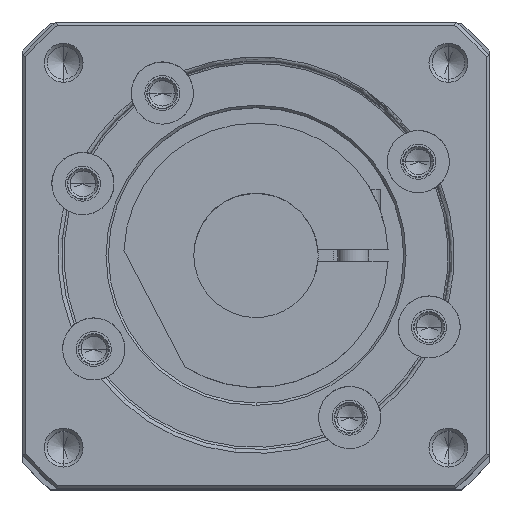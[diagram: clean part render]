
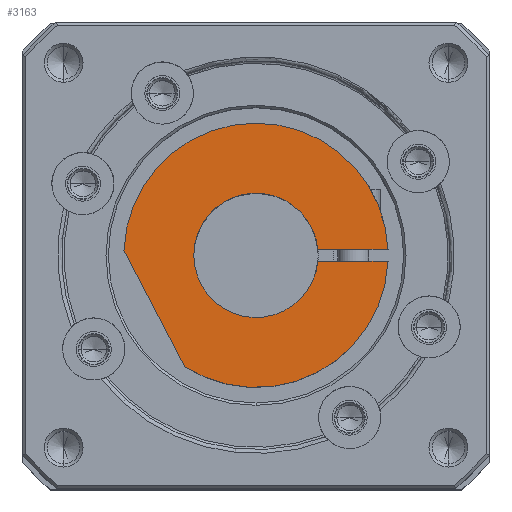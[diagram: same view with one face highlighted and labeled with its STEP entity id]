
A CAD part, top view. The second image highlights one B-rep face of the part: STEP entity #3163.
In plain terms, the highlighted face is planar.
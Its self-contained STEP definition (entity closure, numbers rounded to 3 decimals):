
#2496=DIRECTION('',(0.886,0.,-0.463));
#2497=VECTOR('',#2496,16.869);
#2498=CARTESIAN_POINT('',(-14.31,73.5,-9.178));
#2499=LINE('',#2498,#2497);
#2500=DIRECTION('',(0.,0.,-1.));
#2501=VECTOR('',#2500,9.019);
#2502=CARTESIAN_POINT('',(0.75,73.5,16.983));
#2503=LINE('',#2502,#2501);
#2504=CARTESIAN_POINT('',(0.,73.5,0.));
#2505=DIRECTION('',(0.,1.,0.));
#2506=DIRECTION('',(0.094,0.,0.996));
#2507=AXIS2_PLACEMENT_3D('',#2504,#2505,#2506);
#2509=CARTESIAN_POINT('',(0.,73.5,0.));
#2510=DIRECTION('',(0.,-1.,0.));
#2511=DIRECTION('',(-0.094,0.,0.996));
#2512=AXIS2_PLACEMENT_3D('',#2509,#2510,#2511);
#2514=DIRECTION('',(0.,0.,-1.));
#2515=VECTOR('',#2514,9.019);
#2516=CARTESIAN_POINT('',(-0.75,73.5,16.983));
#2517=LINE('',#2516,#2515);
#2543=CARTESIAN_POINT('',(0.,73.5,0.));
#2544=DIRECTION('',(0.,1.,0.));
#2545=DIRECTION('',(0.044,0.,0.999));
#2546=AXIS2_PLACEMENT_3D('',#2543,#2544,#2545);
#2548=CARTESIAN_POINT('',(0.,73.5,0.));
#2549=DIRECTION('',(0.,1.,0.));
#2550=DIRECTION('',(-0.842,0.,-0.54));
#2551=AXIS2_PLACEMENT_3D('',#2548,#2549,#2550);
#2725=CARTESIAN_POINT('',(0.,73.5,-8.));
#2727=VERTEX_POINT('',#2725);
#2740=CARTESIAN_POINT('',(0.75,73.5,7.965));
#2741=VERTEX_POINT('',#2740);
#2742=CARTESIAN_POINT('',(0.75,73.5,16.983));
#2743=VERTEX_POINT('',#2742);
#2744=CARTESIAN_POINT('',(-0.75,73.5,16.983));
#2745=CARTESIAN_POINT('',(-0.75,73.5,7.965));
#2746=VERTEX_POINT('',#2744);
#2747=VERTEX_POINT('',#2745);
#2776=CARTESIAN_POINT('',(-14.31,73.5,-9.178));
#2777=CARTESIAN_POINT('',(0.642,73.5,-16.988));
#2778=VERTEX_POINT('',#2776);
#2779=VERTEX_POINT('',#2777);
#3145=CARTESIAN_POINT('',(0.,73.5,0.));
#3146=DIRECTION('',(0.,1.,0.));
#3147=DIRECTION('',(0.,0.,-1.));
#3148=AXIS2_PLACEMENT_3D('',#3145,#3146,#3147);
#3149=PLANE('',#3148);
#3151=ORIENTED_EDGE('',*,*,#3150,.T.);
#3153=ORIENTED_EDGE('',*,*,#3152,.F.);
#3155=ORIENTED_EDGE('',*,*,#3154,.T.);
#3156=ORIENTED_EDGE('',*,*,#3097,.T.);
#3157=ORIENTED_EDGE('',*,*,#3112,.F.);
#3158=ORIENTED_EDGE('',*,*,#3126,.F.);
#3160=ORIENTED_EDGE('',*,*,#3159,.F.);
#3161=EDGE_LOOP('',(#3151,#3153,#3155,#3156,#3157,#3158,#3160));
#3162=FACE_OUTER_BOUND('',#3161,.F.);
#3163=ADVANCED_FACE('',(#3162),#3149,.T.);
#2508=CIRCLE('',#2507,8.);
#2513=CIRCLE('',#2512,8.);
#2547=CIRCLE('',#2546,17.);
#2552=CIRCLE('',#2551,17.);
#3097=EDGE_CURVE('',#2741,#2727,#2508,.T.);
#3112=EDGE_CURVE('',#2747,#2727,#2513,.T.);
#3126=EDGE_CURVE('',#2746,#2747,#2517,.T.);
#3150=EDGE_CURVE('',#2778,#2779,#2499,.T.);
#3152=EDGE_CURVE('',#2743,#2779,#2547,.T.);
#3154=EDGE_CURVE('',#2743,#2741,#2503,.T.);
#3159=EDGE_CURVE('',#2778,#2746,#2552,.T.);
